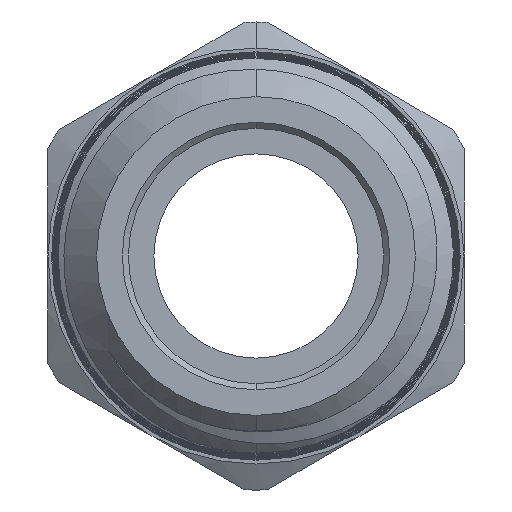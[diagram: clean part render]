
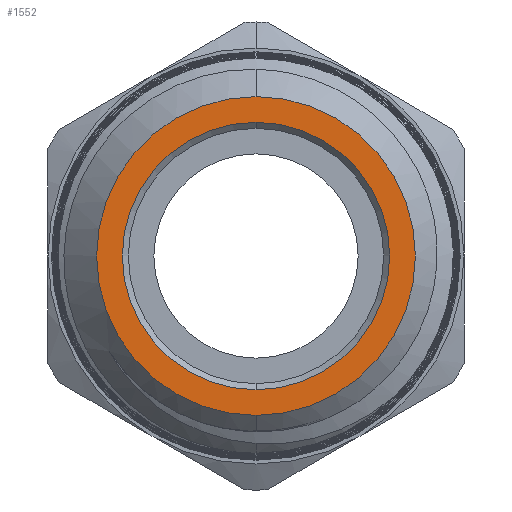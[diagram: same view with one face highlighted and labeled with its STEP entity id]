
A CAD part, left-side view. The second image highlights one B-rep face of the part: STEP entity #1552.
In plain terms, the highlighted face is planar.
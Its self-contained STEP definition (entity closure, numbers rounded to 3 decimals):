
#362=FACE_BOUND('',#493,.T.);
#397=FACE_OUTER_BOUND('',#492,.T.);
#492=EDGE_LOOP('',(#1183,#1184));
#493=EDGE_LOOP('',(#1185,#1186));
#575=CIRCLE('',#1644,5.612);
#578=CIRCLE('',#1662,6.69);
#582=CIRCLE('',#1670,6.69);
#583=CIRCLE('',#1671,5.612);
#646=VERTEX_POINT('',#2403);
#647=VERTEX_POINT('',#2405);
#677=VERTEX_POINT('',#4018);
#678=VERTEX_POINT('',#4019);
#808=EDGE_CURVE('',#647,#646,#575,.T.);
#854=EDGE_CURVE('',#677,#678,#578,.T.);
#875=EDGE_CURVE('',#678,#677,#582,.T.);
#876=EDGE_CURVE('',#646,#647,#583,.T.);
#1183=ORIENTED_EDGE('',*,*,#875,.T.);
#1184=ORIENTED_EDGE('',*,*,#854,.T.);
#1185=ORIENTED_EDGE('',*,*,#808,.T.);
#1186=ORIENTED_EDGE('',*,*,#876,.T.);
#1511=PLANE('',#1669);
#1552=ADVANCED_FACE('',(#397,#362),#1511,.F.);
#1644=AXIS2_PLACEMENT_3D('',#2406,#1830,#1831);
#1662=AXIS2_PLACEMENT_3D('',#4020,#1881,#1882);
#1669=AXIS2_PLACEMENT_3D('',#6032,#1900,#1901);
#1670=AXIS2_PLACEMENT_3D('',#6033,#1902,#1903);
#1671=AXIS2_PLACEMENT_3D('',#6034,#1904,#1905);
#1830=DIRECTION('center_axis',(0.,0.,1.));
#1831=DIRECTION('ref_axis',(0.,1.,0.));
#1881=DIRECTION('center_axis',(0.,0.,-1.));
#1882=DIRECTION('ref_axis',(0.,-1.,0.));
#1900=DIRECTION('center_axis',(0.,0.,1.));
#1901=DIRECTION('ref_axis',(0.,1.,0.));
#1902=DIRECTION('center_axis',(0.,0.,-1.));
#1903=DIRECTION('ref_axis',(0.,-1.,0.));
#1904=DIRECTION('center_axis',(0.,0.,1.));
#1905=DIRECTION('ref_axis',(0.,1.,0.));
#2403=CARTESIAN_POINT('',(0.,5.612,0.));
#2405=CARTESIAN_POINT('',(0.,-5.612,0.));
#2406=CARTESIAN_POINT('Origin',(0.,0.,0.));
#4018=CARTESIAN_POINT('',(0.,-6.69,0.));
#4019=CARTESIAN_POINT('',(0.,6.69,0.));
#4020=CARTESIAN_POINT('Origin',(0.,0.,0.));
#6032=CARTESIAN_POINT('Origin',(0.,5.358,0.));
#6033=CARTESIAN_POINT('Origin',(0.,0.,0.));
#6034=CARTESIAN_POINT('Origin',(0.,0.,0.));
